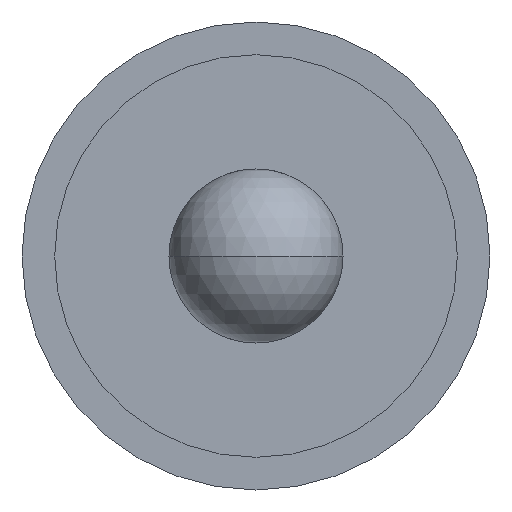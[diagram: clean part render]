
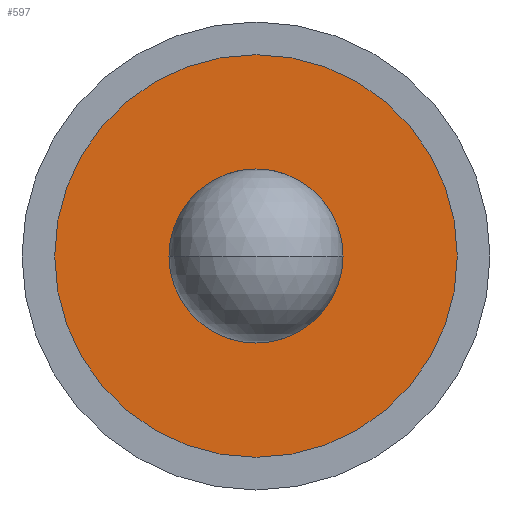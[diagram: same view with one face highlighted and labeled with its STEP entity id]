
A CAD part, left-side view. The second image highlights one B-rep face of the part: STEP entity #597.
In plain terms, the highlighted planar face has unit normal (-1, 0, 0).
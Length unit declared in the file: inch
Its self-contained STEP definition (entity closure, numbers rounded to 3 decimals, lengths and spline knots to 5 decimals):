
#3 = CARTESIAN_POINT ( 'NONE',  ( 0.19, -0.0185, 0. ) ) ;
#12 = AXIS2_PLACEMENT_3D ( 'NONE', #166, #367, #567 ) ;
#36 = EDGE_LOOP ( 'NONE', ( #117, #234 ) ) ;
#43 = EDGE_LOOP ( 'NONE', ( #463, #211 ) ) ;
#44 = CARTESIAN_POINT ( 'NONE',  ( 0.19, 0., 0. ) ) ;
#57 = DIRECTION ( 'NONE',  ( -1., 0., 0. ) ) ;
#90 = AXIS2_PLACEMENT_3D ( 'NONE', #573, #122, #373 ) ;
#117 = ORIENTED_EDGE ( 'NONE', *, *, #478, .F. ) ;
#122 = DIRECTION ( 'NONE',  ( 1., 0., 0. ) ) ;
#155 = FACE_OUTER_BOUND ( 'NONE', #43, .T. ) ;
#158 = AXIS2_PLACEMENT_3D ( 'NONE', #306, #197, #255 ) ;
#166 = CARTESIAN_POINT ( 'NONE',  ( 0.19, 0., 0. ) ) ;
#170 = CARTESIAN_POINT ( 'NONE',  ( 0.19, 0., 0. ) ) ;
#193 = DIRECTION ( 'NONE',  ( -1., 0., 0. ) ) ;
#197 = DIRECTION ( 'NONE',  ( -1., 0., 0. ) ) ;
#211 = ORIENTED_EDGE ( 'NONE', *, *, #262, .T. ) ;
#216 = PLANE ( 'NONE',  #90 ) ;
#234 = ORIENTED_EDGE ( 'NONE', *, *, #515, .F. ) ;
#255 = DIRECTION ( 'NONE',  ( 0., -1., 0. ) ) ;
#262 = EDGE_CURVE ( 'NONE', #642, #504, #298, .T. ) ;
#288 = CARTESIAN_POINT ( 'NONE',  ( 0.19, -0.008, 0. ) ) ;
#298 = CIRCLE ( 'NONE', #419, 0.0185 ) ;
#306 = CARTESIAN_POINT ( 'NONE',  ( 0.19, 0., 0. ) ) ;
#319 = EDGE_CURVE ( 'NONE', #504, #642, #633, .T. ) ;
#367 = DIRECTION ( 'NONE',  ( -1., 0., 0. ) ) ;
#370 = DIRECTION ( 'NONE',  ( 0., -1., 0. ) ) ;
#373 = DIRECTION ( 'NONE',  ( 0., 1., 0. ) ) ;
#414 = VERTEX_POINT ( 'NONE', #288 ) ;
#419 = AXIS2_PLACEMENT_3D ( 'NONE', #170, #57, #370 ) ;
#432 = CIRCLE ( 'NONE', #588, 0.008 ) ;
#443 = CIRCLE ( 'NONE', #158, 0.008 ) ;
#463 = ORIENTED_EDGE ( 'NONE', *, *, #319, .T. ) ;
#464 = CARTESIAN_POINT ( 'NONE',  ( 0.19, 0.0185, 0. ) ) ;
#478 = EDGE_CURVE ( 'NONE', #414, #495, #432, .T. ) ;
#495 = VERTEX_POINT ( 'NONE', #500 ) ;
#500 = CARTESIAN_POINT ( 'NONE',  ( 0.19, 0.008, 0. ) ) ;
#504 = VERTEX_POINT ( 'NONE', #3 ) ;
#515 = EDGE_CURVE ( 'NONE', #495, #414, #443, .T. ) ;
#567 = DIRECTION ( 'NONE',  ( 0., -1., 0. ) ) ;
#573 = CARTESIAN_POINT ( 'NONE',  ( 0.19, 0.008, 0. ) ) ;
#588 = AXIS2_PLACEMENT_3D ( 'NONE', #44, #193, #648 ) ;
#597 = ADVANCED_FACE ( 'NONE', ( #604, #155 ), #216, .F. ) ;
#604 = FACE_BOUND ( 'NONE', #36, .T. ) ;
#633 = CIRCLE ( 'NONE', #12, 0.0185 ) ;
#642 = VERTEX_POINT ( 'NONE', #464 ) ;
#648 = DIRECTION ( 'NONE',  ( 0., -1., 0. ) ) ;
